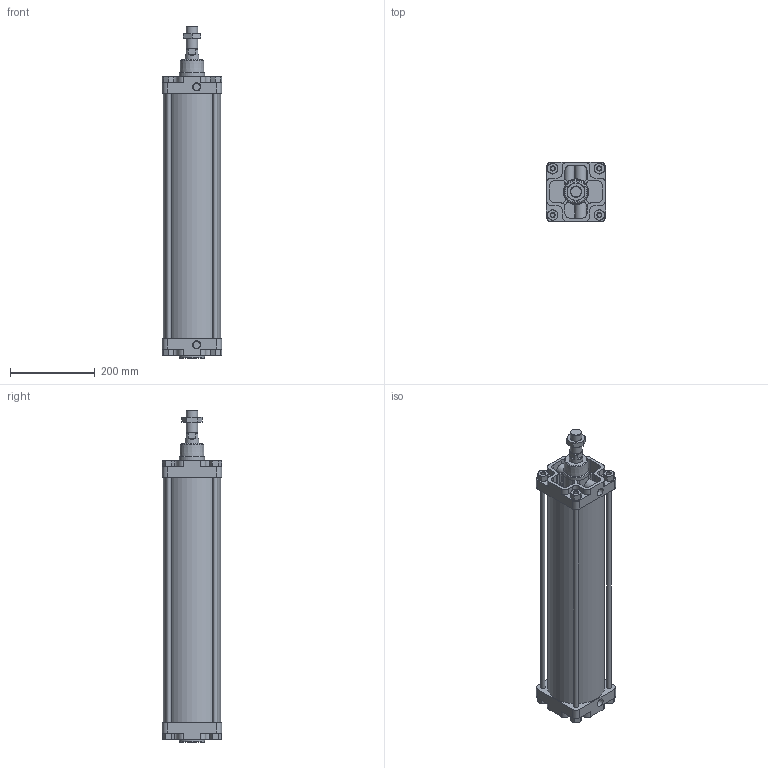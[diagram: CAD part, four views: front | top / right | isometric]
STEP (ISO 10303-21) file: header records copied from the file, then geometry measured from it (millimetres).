
FILE_DESCRIPTION(/* description */ ('STEP AP214'),/* implementation_level */ '2;1');
FILE_NAME(/* name */ 'MCQV-11-125-500M',/* time_stamp */ '2024-08-21T21:39:28+02:00',/* author */ ('License CC BY-ND 4.0'),/* organization */ ('CADENAS'),/* preprocessor_version */ 'ST-DEVELOPER v19.3',/* originating_system */ 'PARTsolutions',/* authorisation */ ' ');
FILE_SCHEMA (('AUTOMOTIVE_DESIGN {1 0 10303 214 3 1 1}'));
Length unit declared in the file: millimetre
Products named in the file (4): MCQV-11-125-500M; MCQV-11-125-500M0(00-b); MCQV-11-125-500M(00-r); MCQV125(-n)
Assembly tree (3 placements, depth 2):
  MCQV-11-125-500M
    MCQV-11-125-500M0(00-b)
    MCQV-11-125-500M(00-r)
    MCQV125(-n)
Bounding box: 140 x 140 x 785 mm (x, y, z)
Volume: 3954562 mm3; surface area: 881773.3 mm2
Topology: 3 solids, 5 shells, 481 faces, 1169 edges, 739 vertices
Faces by surface type: plane 197, cylinder 153, cone 127, torus 4
Full cylindrical faces by diameter (mm): 10.106 x8, 10.87 x4, 15 x2, 17 x2, 19 x2, 24.835 x1, 27 x1, 32 x2, 60 x2, 125 x2, 135 x1
Entity records: 17324 total; most frequent: CARTESIAN_POINT 3280, DIRECTION 2250, ORIENTED_EDGE 2230, EDGE_CURVE 1115, AXIS2_PLACEMENT_3D 910, VERTEX_POINT 731, EDGE_LOOP 578, FACE_BOUND 578
